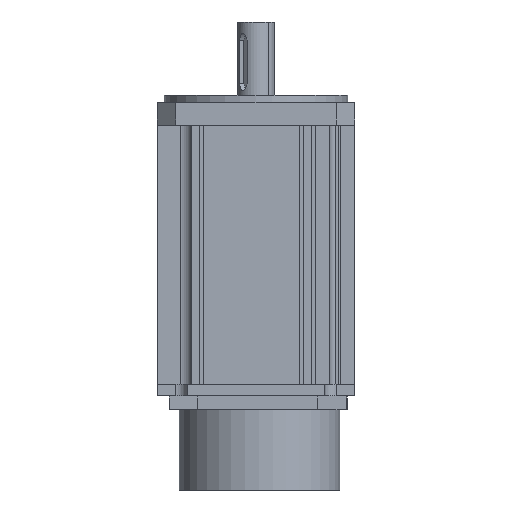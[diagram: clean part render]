
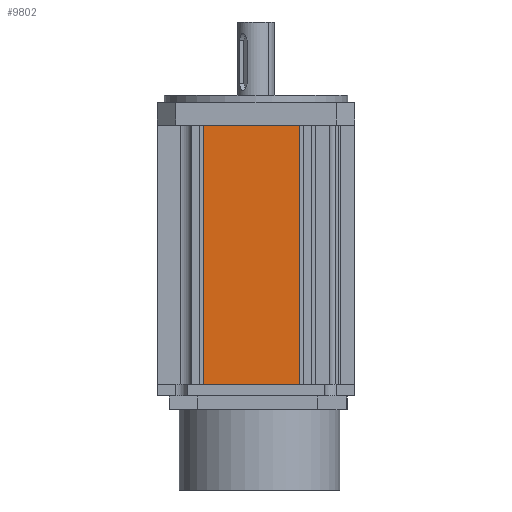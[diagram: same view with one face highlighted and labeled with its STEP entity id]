
A CAD part, front view. The second image highlights one B-rep face of the part: STEP entity #9802.
In plain terms, the highlighted planar face has unit normal (0, -1, 0).
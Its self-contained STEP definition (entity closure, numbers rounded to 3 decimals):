
#158 = VERTEX_POINT ( 'NONE', #8454 ) ;
#176 = DIRECTION ( 'NONE',  ( 1., 0., 0. ) ) ;
#763 = DIRECTION ( 'NONE',  ( 1., 0., 0. ) ) ;
#767 = VERTEX_POINT ( 'NONE', #6916 ) ;
#885 = EDGE_CURVE ( 'NONE', #8501, #767, #3301, .T. ) ;
#954 = ORIENTED_EDGE ( 'NONE', *, *, #2087, .F. ) ;
#1063 = VECTOR ( 'NONE', #5975, 1000. ) ;
#1261 = VECTOR ( 'NONE', #3150, 1000. ) ;
#1498 = DIRECTION ( 'NONE',  ( 0., -1., 0. ) ) ;
#2087 = EDGE_CURVE ( 'NONE', #158, #6123, #4897, .T. ) ;
#2278 = CARTESIAN_POINT ( 'NONE',  ( 15., 0., -113. ) ) ;
#2945 = ORIENTED_EDGE ( 'NONE', *, *, #5263, .F. ) ;
#2997 = VECTOR ( 'NONE', #176, 1000. ) ;
#3145 = PLANE ( 'NONE',  #8625 ) ;
#3150 = DIRECTION ( 'NONE',  ( 0., 0., 1. ) ) ;
#3301 = LINE ( 'NONE', #6990, #1261 ) ;
#4584 = LINE ( 'NONE', #8326, #6178 ) ;
#4764 = CARTESIAN_POINT ( 'NONE',  ( 15., 0., 0. ) ) ;
#4897 = LINE ( 'NONE', #8249, #1063 ) ;
#5263 = EDGE_CURVE ( 'NONE', #6123, #767, #5538, .T. ) ;
#5538 = LINE ( 'NONE', #4764, #2997 ) ;
#5794 = EDGE_LOOP ( 'NONE', ( #10042, #8487, #2945, #954 ) ) ;
#5975 = DIRECTION ( 'NONE',  ( 0., 0., 1. ) ) ;
#6123 = VERTEX_POINT ( 'NONE', #8743 ) ;
#6178 = VECTOR ( 'NONE', #9081, 1000. ) ;
#6916 = CARTESIAN_POINT ( 'NONE',  ( 61.869, 0., 0. ) ) ;
#6990 = CARTESIAN_POINT ( 'NONE',  ( 61.869, 0., -113. ) ) ;
#8249 = CARTESIAN_POINT ( 'NONE',  ( 20.131, 0., -113. ) ) ;
#8326 = CARTESIAN_POINT ( 'NONE',  ( 15., 0., -113. ) ) ;
#8454 = CARTESIAN_POINT ( 'NONE',  ( 20.131, 0., -113. ) ) ;
#8487 = ORIENTED_EDGE ( 'NONE', *, *, #885, .T. ) ;
#8501 = VERTEX_POINT ( 'NONE', #9697 ) ;
#8625 = AXIS2_PLACEMENT_3D ( 'NONE', #2278, #1498, #763 ) ;
#8743 = CARTESIAN_POINT ( 'NONE',  ( 20.131, 0., 0. ) ) ;
#9081 = DIRECTION ( 'NONE',  ( 1., 0., 0. ) ) ;
#9361 = FACE_OUTER_BOUND ( 'NONE', #5794, .T. ) ;
#9608 = EDGE_CURVE ( 'NONE', #158, #8501, #4584, .T. ) ;
#9697 = CARTESIAN_POINT ( 'NONE',  ( 61.869, 0., -113. ) ) ;
#9802 = ADVANCED_FACE ( 'NONE', ( #9361 ), #3145, .T. ) ;
#10042 = ORIENTED_EDGE ( 'NONE', *, *, #9608, .T. ) ;
